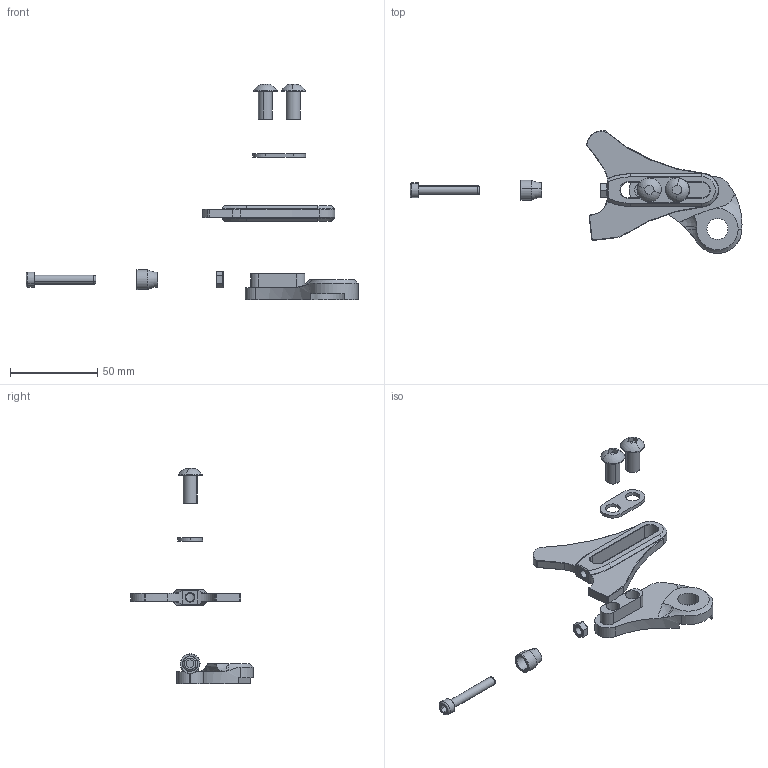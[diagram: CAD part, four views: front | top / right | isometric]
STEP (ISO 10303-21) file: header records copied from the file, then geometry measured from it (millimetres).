
FILE_DESCRIPTION (( 'STEP AP214' ), '1' );
FILE_NAME ('DR4075_Flat.STEP', '2024-09-20T21:20:35', ( '' ), ( '' ), 'SwSTEP 2.0', 'SolidWorks 2023', '' );
FILE_SCHEMA (( 'AUTOMOTIVE_DESIGN' ));
Length unit declared in the file: inch
Products named in the file (8): MS2012; DS0004; MS2016; MS2013; MS5001; MS1013; DR4075; DR4075_Flat
Assembly tree (8 placements, depth 2):
  DR4075_Flat
    DS0004
    MS1013
    MS2012  x2
    MS2013
    MS2016
    MS5001
    DR4075
Bounding box: 190.55 x 70.42 x 123.64 mm (x, y, z)
Volume: 30013.6 mm3; surface area: 17121.3 mm2
Topology: 8 solids, 8 shells, 248 faces, 592 edges, 364 vertices
Faces by surface type: cylinder 86, plane 86, cone 58, torus 13, sphere 5
Entity records: 7155 total; most frequent: CARTESIAN_POINT 1343, DIRECTION 1248, ORIENTED_EDGE 1112, EDGE_CURVE 556, AXIS2_PLACEMENT_3D 487, VERTEX_POINT 340, LINE 274, VECTOR 274
